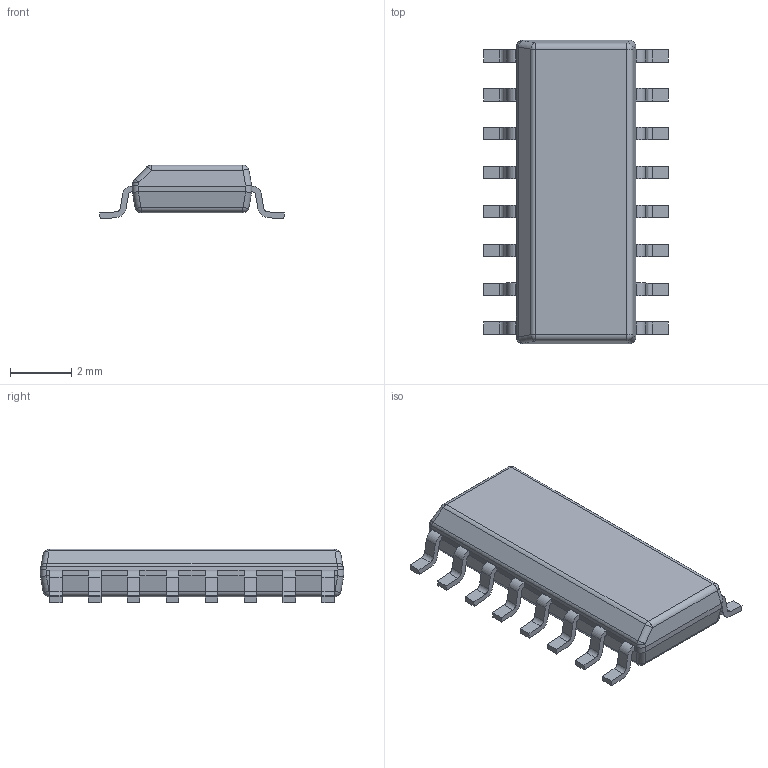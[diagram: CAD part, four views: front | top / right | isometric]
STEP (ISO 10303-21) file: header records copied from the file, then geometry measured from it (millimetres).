
FILE_DESCRIPTION(/* description */ ('Unknown'),/* implementation_level */ '2;1');
FILE_NAME(/* name */ 'SN74HCS367DR',/* time_stamp */ '2022-11-29T16:41:34+02:00',/* author */ ('Unknown'),/* organization */ ('Unknown'),/* preprocessor_version */ 'ST-DEVELOPER v18.1',/* originating_system */ 'Solid Edge',/* authorisation */ 'Unknown');
FILE_SCHEMA (('AUTOMOTIVE_DESIGN {1 0 10303 214 3 1 1}'));
Length unit declared in the file: millimetre
Products named in the file (1): SN74HCS367DR
Bounding box: 6.03 x 9.9 x 1.75 mm (x, y, z)
Volume: 58.3 mm3; surface area: 139.5 mm2
Topology: 1 solids, 1 shells, 272 faces, 716 edges, 446 vertices
Faces by surface type: plane 175, cylinder 87, sphere 10
Entity records: 10198 total; most frequent: DIRECTION 1444, CARTESIAN_POINT 1435, ORIENTED_EDGE 1432, EDGE_CURVE 716, LINE 534, VECTOR 534, AXIS2_PLACEMENT_3D 455, VERTEX_POINT 446
